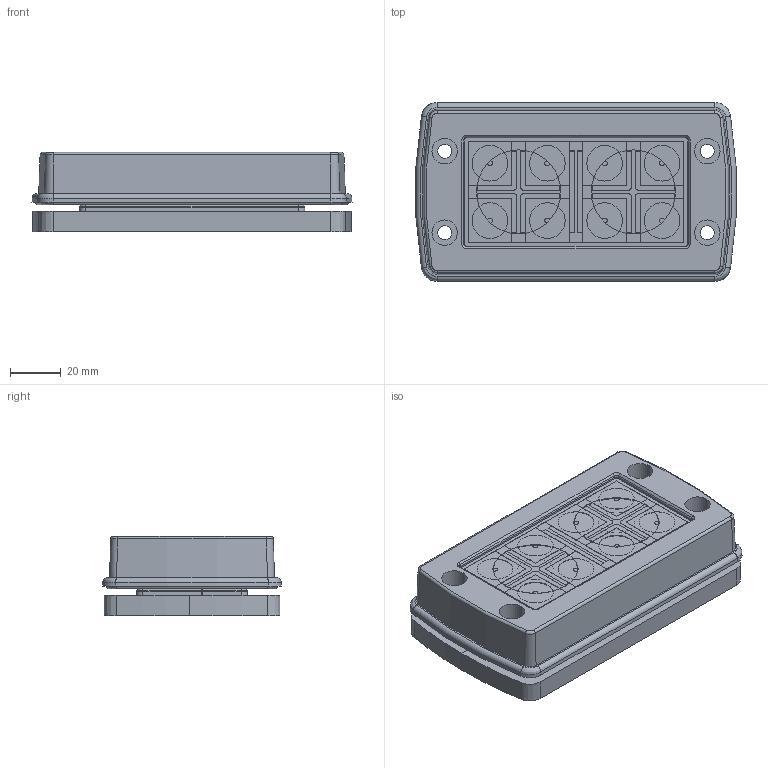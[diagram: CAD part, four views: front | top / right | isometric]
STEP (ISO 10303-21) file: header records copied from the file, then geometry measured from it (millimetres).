
FILE_DESCRIPTION((''),'2;1');
FILE_NAME('KDS-SR_8-16_3D_VOLUMEN_ASM','2017-01-30T',('Frank Ludolph'),(''),'CREO PARAMETRIC BY PTC INC, 2015290','CREO PARAMETRIC BY PTC INC, 2015290','');
FILE_SCHEMA(('CONFIG_CONTROL_DESIGN'));
Length unit declared in the file: millimetre
Products named in the file (7): KDS-SR_8-16_3D_VOLUMEN; KDS-SR_INLAY-4_3D_VOLUMEN; KDS-DE_3D_VOLUMEN; KDS-SR_INLAY-1_3D_VOLUMEN; KDS-DEG_3D_VOLUMEN; KDS-IVR_8-16_3D_VOLUMEN; KDS-SR_8-16_3D_VOLUMEN_ASM
Assembly tree (16 placements, depth 2):
  KDS-SR_8-16_3D_VOLUMEN_ASM
    KDS-SR_8-16_3D_VOLUMEN
    KDS-SR_INLAY-4_3D_VOLUMEN  x2
    KDS-DE_3D_VOLUMEN  x8
    KDS-SR_INLAY-1_3D_VOLUMEN
    KDS-DEG_3D_VOLUMEN  x2
    KDS-IVR_8-16_3D_VOLUMEN  x2
Bounding box: 125.53 x 70.08 x 31.1 mm (x, y, z)
Volume: 240006.3 mm3; surface area: 82076.7 mm2
Topology: 16 solids, 16 shells, 1036 faces, 2614 edges, 1672 vertices
Faces by surface type: plane 520, cylinder 360, bspline 86, extrusion 42, torus 14, cone 12, sphere 2
Entity records: 19769 total; most frequent: CARTESIAN_POINT 7533, ORIENTED_EDGE 2604, DIRECTION 2328, EDGE_CURVE 1302, VECTOR 852, LINE 829, VERTEX_POINT 826, AXIS2_PLACEMENT_3D 738
